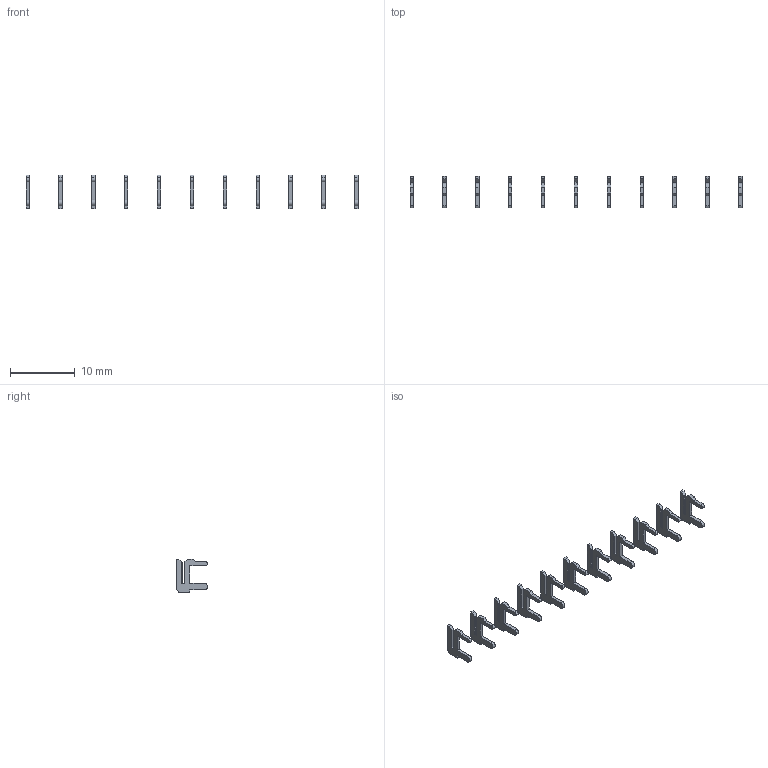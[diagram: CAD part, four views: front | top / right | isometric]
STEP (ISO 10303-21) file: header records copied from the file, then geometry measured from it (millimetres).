
FILE_DESCRIPTION (( 'STEP AP203' ), '1' );
FILE_NAME ('105-011-208-200.STEP', '2020-04-07T22:31:47', ( '' ), ( '' ), 'SwSTEP 2.0', 'SolidWorks 2016', '' );
FILE_SCHEMA (( 'CONFIG_CONTROL_DESIGN' ));
Length unit declared in the file: inch
Products named in the file (2): 100-290-001_100-290-208; 105-011-208-200
Assembly tree (11 placements, depth 2):
  105-011-208-200
    100-290-001_100-290-208  x11
Bounding box: 51.31 x 4.83 x 5.17 mm (x, y, z)
Volume: 75.7 mm3; surface area: 467.5 mm2
Topology: 11 solids, 11 shells, 275 faces, 759 edges, 506 vertices
Faces by surface type: plane 242, cylinder 33
Entity records: 1309 total; most frequent: CARTESIAN_POINT 154, DIRECTION 153, ORIENTED_EDGE 138, EDGE_CURVE 69, LINE 63, VECTOR 63, VERTEX_POINT 46, AXIS2_PLACEMENT_3D 45
